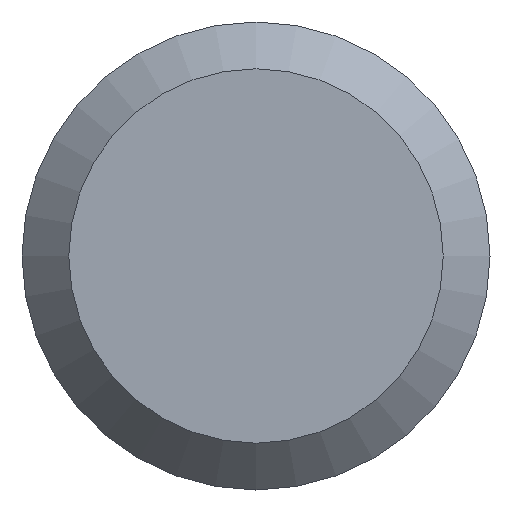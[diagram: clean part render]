
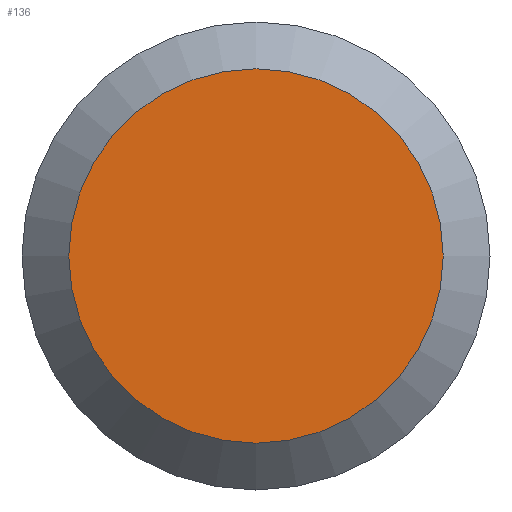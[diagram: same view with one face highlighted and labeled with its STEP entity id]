
A CAD part, left-side view. The second image highlights one B-rep face of the part: STEP entity #136.
In plain terms, the highlighted planar face has unit normal (-1, 0, 0).
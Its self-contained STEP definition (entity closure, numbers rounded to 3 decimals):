
#16 = CARTESIAN_POINT ( 'NONE',  ( 0., 0., -4.76 ) ) ;
#33 = VERTEX_POINT ( 'NONE', #16 ) ;
#50 = PLANE ( 'NONE',  #114 ) ;
#63 = DIRECTION ( 'NONE',  ( 0., 0., -1. ) ) ;
#103 = EDGE_CURVE ( 'NONE', #33, #33, #158, .T. ) ;
#104 = CARTESIAN_POINT ( 'NONE',  ( 0., 5.95, 0. ) ) ;
#114 = AXIS2_PLACEMENT_3D ( 'NONE', #104, #183, #159 ) ;
#121 = EDGE_LOOP ( 'NONE', ( #128 ) ) ;
#128 = ORIENTED_EDGE ( 'NONE', *, *, #103, .T. ) ;
#136 = ADVANCED_FACE ( 'NONE', ( #201 ), #50, .F. ) ;
#158 = CIRCLE ( 'NONE', #173, 4.76 ) ;
#159 = DIRECTION ( 'NONE',  ( 0., 0., -1. ) ) ;
#173 = AXIS2_PLACEMENT_3D ( 'NONE', #198, #212, #63 ) ;
#183 = DIRECTION ( 'NONE',  ( 1., 0., 0. ) ) ;
#198 = CARTESIAN_POINT ( 'NONE',  ( 0., 0., 0. ) ) ;
#201 = FACE_OUTER_BOUND ( 'NONE', #121, .T. ) ;
#212 = DIRECTION ( 'NONE',  ( -1., 0., 0. ) ) ;
